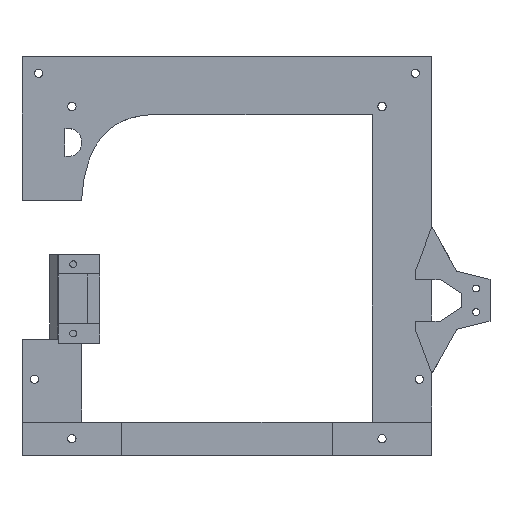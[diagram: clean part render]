
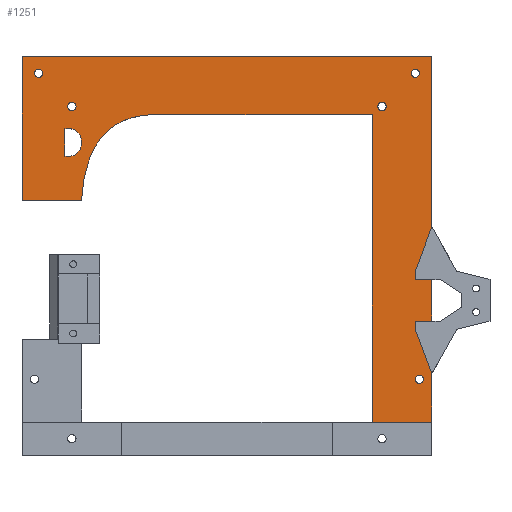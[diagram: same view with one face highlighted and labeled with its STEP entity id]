
A CAD part, top view. The second image highlights one B-rep face of the part: STEP entity #1251.
In plain terms, the highlighted planar face has unit normal (0, 0, 1).
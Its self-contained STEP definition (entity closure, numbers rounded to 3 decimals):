
#500 = VERTEX_POINT('',#501);
#501 = CARTESIAN_POINT('',(111.,-117.,3.));
#507 = EDGE_CURVE('',#500,#508,#510,.T.);
#508 = VERTEX_POINT('',#509);
#509 = CARTESIAN_POINT('',(111.,-6.,3.));
#510 = LINE('',#511,#512);
#511 = CARTESIAN_POINT('',(111.,-117.,3.));
#512 = VECTOR('',#513,1.);
#513 = DIRECTION('',(0.,1.,0.));
#538 = EDGE_CURVE('',#508,#539,#541,.T.);
#539 = VERTEX_POINT('',#540);
#540 = CARTESIAN_POINT('',(31.,-6.,3.));
#541 = LINE('',#542,#543);
#542 = CARTESIAN_POINT('',(111.,-6.,3.));
#543 = VECTOR('',#544,1.);
#544 = DIRECTION('',(-1.,0.,0.));
#610 = VERTEX_POINT('',#611);
#611 = CARTESIAN_POINT('',(6.,-37.,3.));
#617 = EDGE_CURVE('',#610,#539,#618,.T.);
#618 = PARABOLA('',#619,10.376);
#619 = AXIS2_PLACEMENT_3D('',#620,#621,#622);
#620 = CARTESIAN_POINT('',(16.709,-10.749,3.));
#621 = DIRECTION('',(-0.,0.,1.));
#622 = DIRECTION('',(0.606,-0.795,0.));
#686 = VERTEX_POINT('',#687);
#687 = CARTESIAN_POINT('',(-15.5,-37.,3.));
#693 = EDGE_CURVE('',#686,#610,#694,.T.);
#694 = LINE('',#695,#696);
#695 = CARTESIAN_POINT('',(-15.5,-37.,3.));
#696 = VECTOR('',#697,1.);
#697 = DIRECTION('',(1.,0.,0.));
#780 = VERTEX_POINT('',#781);
#781 = CARTESIAN_POINT('',(-15.5,15.,3.));
#787 = EDGE_CURVE('',#780,#686,#788,.T.);
#788 = LINE('',#789,#790);
#789 = CARTESIAN_POINT('',(-15.5,15.,3.));
#790 = VECTOR('',#791,1.);
#791 = DIRECTION('',(0.,-1.,0.));
#817 = VERTEX_POINT('',#818);
#818 = CARTESIAN_POINT('',(132.5,-99.5,3.));
#824 = EDGE_CURVE('',#817,#825,#827,.T.);
#825 = VERTEX_POINT('',#826);
#826 = CARTESIAN_POINT('',(132.5,-117.,3.));
#827 = LINE('',#828,#829);
#828 = CARTESIAN_POINT('',(132.5,15.,3.));
#829 = VECTOR('',#830,1.);
#830 = DIRECTION('',(0.,-1.,0.));
#856 = EDGE_CURVE('',#780,#857,#859,.T.);
#857 = VERTEX_POINT('',#858);
#858 = CARTESIAN_POINT('',(132.5,15.,3.));
#859 = LINE('',#860,#861);
#860 = CARTESIAN_POINT('',(-15.5,15.,3.));
#861 = VECTOR('',#862,1.);
#862 = DIRECTION('',(1.,0.,0.));
#895 = EDGE_CURVE('',#857,#896,#898,.T.);
#896 = VERTEX_POINT('',#897);
#897 = CARTESIAN_POINT('',(132.5,-46.5,3.));
#898 = LINE('',#899,#900);
#899 = CARTESIAN_POINT('',(132.5,15.,3.));
#900 = VECTOR('',#901,1.);
#901 = DIRECTION('',(0.,-1.,0.));
#1240 = EDGE_CURVE('',#825,#500,#1241,.T.);
#1241 = LINE('',#1242,#1243);
#1242 = CARTESIAN_POINT('',(132.5,-117.,3.));
#1243 = VECTOR('',#1244,1.);
#1244 = DIRECTION('',(-1.,0.,0.));
#1251 = ADVANCED_FACE('',(#1252,#1317,#1328,#1347,#1358,#1369,#1380),
  #1391,.T.);
#1252 = FACE_BOUND('',#1253,.T.);
#1253 = EDGE_LOOP('',(#1254,#1255,#1256,#1257,#1265,#1273,#1281,#1289,
    #1297,#1305,#1311,#1312,#1313,#1314,#1315,#1316));
#1254 = ORIENTED_EDGE('',*,*,#507,.F.);
#1255 = ORIENTED_EDGE('',*,*,#1240,.F.);
#1256 = ORIENTED_EDGE('',*,*,#824,.F.);
#1257 = ORIENTED_EDGE('',*,*,#1258,.T.);
#1258 = EDGE_CURVE('',#817,#1259,#1261,.T.);
#1259 = VERTEX_POINT('',#1260);
#1260 = CARTESIAN_POINT('',(126.5,-83.5,3.));
#1261 = LINE('',#1262,#1263);
#1262 = CARTESIAN_POINT('',(118.153,-61.24,3.));
#1263 = VECTOR('',#1264,1.);
#1264 = DIRECTION('',(-0.351,0.936,0.));
#1265 = ORIENTED_EDGE('',*,*,#1266,.T.);
#1266 = EDGE_CURVE('',#1259,#1267,#1269,.T.);
#1267 = VERTEX_POINT('',#1268);
#1268 = CARTESIAN_POINT('',(126.5,-80.5,3.));
#1269 = LINE('',#1270,#1271);
#1270 = CARTESIAN_POINT('',(126.5,-69.548,3.));
#1271 = VECTOR('',#1272,1.);
#1272 = DIRECTION('',(0.,1.,0.));
#1273 = ORIENTED_EDGE('',*,*,#1274,.T.);
#1274 = EDGE_CURVE('',#1267,#1275,#1277,.T.);
#1275 = VERTEX_POINT('',#1276);
#1276 = CARTESIAN_POINT('',(132.5,-80.5,3.));
#1277 = LINE('',#1278,#1279);
#1278 = CARTESIAN_POINT('',(99.498,-80.5,3.));
#1279 = VECTOR('',#1280,1.);
#1280 = DIRECTION('',(1.,0.,0.));
#1281 = ORIENTED_EDGE('',*,*,#1282,.F.);
#1282 = EDGE_CURVE('',#1283,#1275,#1285,.T.);
#1283 = VERTEX_POINT('',#1284);
#1284 = CARTESIAN_POINT('',(132.5,-65.5,3.));
#1285 = LINE('',#1286,#1287);
#1286 = CARTESIAN_POINT('',(132.5,15.,3.));
#1287 = VECTOR('',#1288,1.);
#1288 = DIRECTION('',(0.,-1.,0.));
#1289 = ORIENTED_EDGE('',*,*,#1290,.F.);
#1290 = EDGE_CURVE('',#1291,#1283,#1293,.T.);
#1291 = VERTEX_POINT('',#1292);
#1292 = CARTESIAN_POINT('',(126.5,-65.5,3.));
#1293 = LINE('',#1294,#1295);
#1294 = CARTESIAN_POINT('',(99.498,-65.5,3.));
#1295 = VECTOR('',#1296,1.);
#1296 = DIRECTION('',(1.,0.,0.));
#1297 = ORIENTED_EDGE('',*,*,#1298,.F.);
#1298 = EDGE_CURVE('',#1299,#1291,#1301,.T.);
#1299 = VERTEX_POINT('',#1300);
#1300 = CARTESIAN_POINT('',(126.5,-62.5,3.));
#1301 = LINE('',#1302,#1303);
#1302 = CARTESIAN_POINT('',(126.5,-62.048,3.));
#1303 = VECTOR('',#1304,1.);
#1304 = DIRECTION('',(0.,-1.,0.));
#1305 = ORIENTED_EDGE('',*,*,#1306,.F.);
#1306 = EDGE_CURVE('',#896,#1299,#1307,.T.);
#1307 = LINE('',#1308,#1309);
#1308 = CARTESIAN_POINT('',(122.888,-72.132,3.));
#1309 = VECTOR('',#1310,1.);
#1310 = DIRECTION('',(-0.351,-0.936,0.));
#1311 = ORIENTED_EDGE('',*,*,#895,.F.);
#1312 = ORIENTED_EDGE('',*,*,#856,.F.);
#1313 = ORIENTED_EDGE('',*,*,#787,.T.);
#1314 = ORIENTED_EDGE('',*,*,#693,.T.);
#1315 = ORIENTED_EDGE('',*,*,#617,.T.);
#1316 = ORIENTED_EDGE('',*,*,#538,.F.);
#1317 = FACE_BOUND('',#1318,.T.);
#1318 = EDGE_LOOP('',(#1319));
#1319 = ORIENTED_EDGE('',*,*,#1320,.F.);
#1320 = EDGE_CURVE('',#1321,#1321,#1323,.T.);
#1321 = VERTEX_POINT('',#1322);
#1322 = CARTESIAN_POINT('',(129.5,-101.5,3.));
#1323 = CIRCLE('',#1324,1.5);
#1324 = AXIS2_PLACEMENT_3D('',#1325,#1326,#1327);
#1325 = CARTESIAN_POINT('',(128.,-101.5,3.));
#1326 = DIRECTION('',(0.,0.,1.));
#1327 = DIRECTION('',(1.,0.,0.));
#1328 = FACE_BOUND('',#1329,.T.);
#1329 = EDGE_LOOP('',(#1330,#1340));
#1330 = ORIENTED_EDGE('',*,*,#1331,.T.);
#1331 = EDGE_CURVE('',#1332,#1334,#1336,.T.);
#1332 = VERTEX_POINT('',#1333);
#1333 = CARTESIAN_POINT('',(0.,-21.,3.));
#1334 = VERTEX_POINT('',#1335);
#1335 = CARTESIAN_POINT('',(0.,-11.,3.));
#1336 = LINE('',#1337,#1338);
#1337 = CARTESIAN_POINT('',(0.,-21.,3.));
#1338 = VECTOR('',#1339,1.);
#1339 = DIRECTION('',(0.,1.,0.));
#1340 = ORIENTED_EDGE('',*,*,#1341,.F.);
#1341 = EDGE_CURVE('',#1332,#1334,#1342,.T.);
#1342 = CIRCLE('',#1343,5.099);
#1343 = AXIS2_PLACEMENT_3D('',#1344,#1345,#1346);
#1344 = CARTESIAN_POINT('',(1.,-16.,3.));
#1345 = DIRECTION('',(0.,0.,1.));
#1346 = DIRECTION('',(1.,0.,0.));
#1347 = FACE_BOUND('',#1348,.T.);
#1348 = EDGE_LOOP('',(#1349));
#1349 = ORIENTED_EDGE('',*,*,#1350,.F.);
#1350 = EDGE_CURVE('',#1351,#1351,#1353,.T.);
#1351 = VERTEX_POINT('',#1352);
#1352 = CARTESIAN_POINT('',(4.,-3.,3.));
#1353 = CIRCLE('',#1354,1.5);
#1354 = AXIS2_PLACEMENT_3D('',#1355,#1356,#1357);
#1355 = CARTESIAN_POINT('',(2.5,-3.,3.));
#1356 = DIRECTION('',(0.,0.,1.));
#1357 = DIRECTION('',(1.,0.,0.));
#1358 = FACE_BOUND('',#1359,.T.);
#1359 = EDGE_LOOP('',(#1360));
#1360 = ORIENTED_EDGE('',*,*,#1361,.F.);
#1361 = EDGE_CURVE('',#1362,#1362,#1364,.T.);
#1362 = VERTEX_POINT('',#1363);
#1363 = CARTESIAN_POINT('',(-8.,9.,3.));
#1364 = CIRCLE('',#1365,1.5);
#1365 = AXIS2_PLACEMENT_3D('',#1366,#1367,#1368);
#1366 = CARTESIAN_POINT('',(-9.5,9.,3.));
#1367 = DIRECTION('',(0.,0.,1.));
#1368 = DIRECTION('',(1.,0.,0.));
#1369 = FACE_BOUND('',#1370,.T.);
#1370 = EDGE_LOOP('',(#1371));
#1371 = ORIENTED_EDGE('',*,*,#1372,.F.);
#1372 = EDGE_CURVE('',#1373,#1373,#1375,.T.);
#1373 = VERTEX_POINT('',#1374);
#1374 = CARTESIAN_POINT('',(116.,-3.,3.));
#1375 = CIRCLE('',#1376,1.5);
#1376 = AXIS2_PLACEMENT_3D('',#1377,#1378,#1379);
#1377 = CARTESIAN_POINT('',(114.5,-3.,3.));
#1378 = DIRECTION('',(0.,0.,1.));
#1379 = DIRECTION('',(1.,0.,0.));
#1380 = FACE_BOUND('',#1381,.T.);
#1381 = EDGE_LOOP('',(#1382));
#1382 = ORIENTED_EDGE('',*,*,#1383,.F.);
#1383 = EDGE_CURVE('',#1384,#1384,#1386,.T.);
#1384 = VERTEX_POINT('',#1385);
#1385 = CARTESIAN_POINT('',(128.,9.,3.));
#1386 = CIRCLE('',#1387,1.5);
#1387 = AXIS2_PLACEMENT_3D('',#1388,#1389,#1390);
#1388 = CARTESIAN_POINT('',(126.5,9.,3.));
#1389 = DIRECTION('',(0.,0.,1.));
#1390 = DIRECTION('',(1.,0.,0.));
#1391 = PLANE('',#1392);
#1392 = AXIS2_PLACEMENT_3D('',#1393,#1394,#1395);
#1393 = CARTESIAN_POINT('',(57.496,-58.597,3.));
#1394 = DIRECTION('',(0.,0.,1.));
#1395 = DIRECTION('',(1.,0.,0.));
